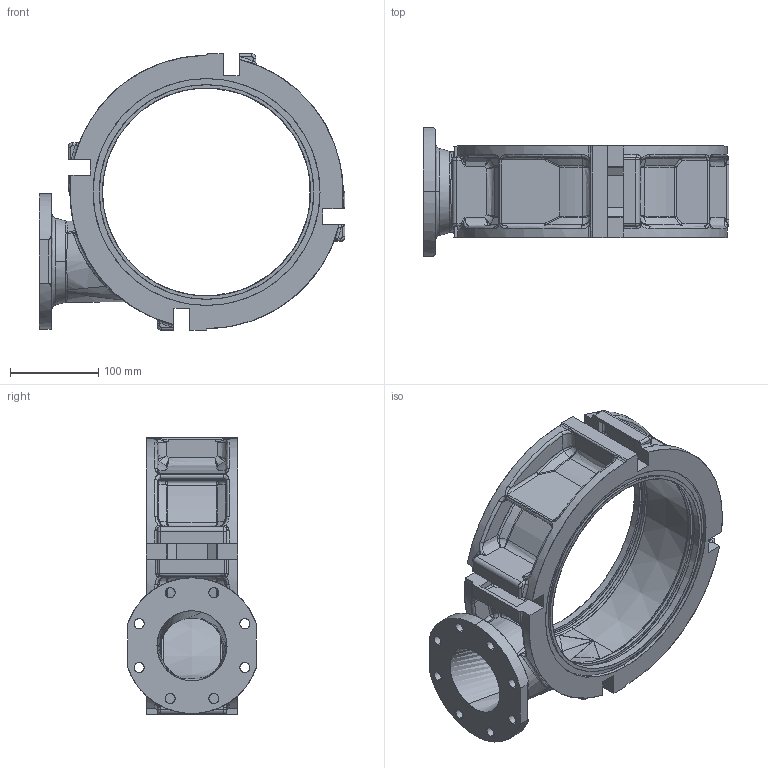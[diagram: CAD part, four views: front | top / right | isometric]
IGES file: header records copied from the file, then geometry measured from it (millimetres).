
Start section: SolidWorks IGES file using analytic representation for surfaces
Global section: file name: 10457 B_Filter-Einlaufteil.IGS; native system: SolidWorks 2014; preprocessor: SolidWorks 2014; author: LarsenR; date: 150416.094145; units: millimetre
Bounding box: 347 x 145.75 x 314 mm (x, y, z)
Surface area: 405271.9 mm2 (no closed solid volume)
Topology: 0 solids, 0 shells, 742 faces, 6495 edges, 6455 vertices
Faces by surface type: bspline 500, revolution 242
